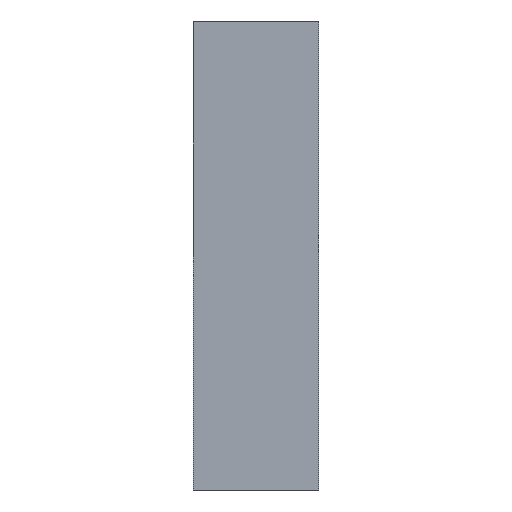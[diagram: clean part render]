
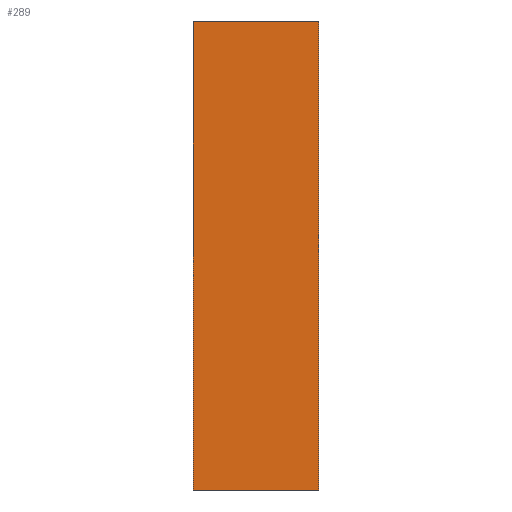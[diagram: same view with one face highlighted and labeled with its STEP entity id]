
A CAD part, left-side view. The second image highlights one B-rep face of the part: STEP entity #289.
In plain terms, the highlighted planar face has unit normal (-1, 0, 0).
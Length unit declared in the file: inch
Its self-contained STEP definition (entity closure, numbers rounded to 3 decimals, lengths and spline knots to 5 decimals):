
#21 = CARTESIAN_POINT ( 'NONE',  ( 2.58, 0.79685, 0. ) ) ;
#25 = AXIS2_PLACEMENT_3D ( 'NONE', #100, #251, #166 ) ;
#28 = EDGE_LOOP ( 'NONE', ( #272, #253, #212, #128 ) ) ;
#41 = CARTESIAN_POINT ( 'NONE',  ( 2.58, -0.27972, 4. ) ) ;
#62 = LINE ( 'NONE', #176, #180 ) ;
#90 = CARTESIAN_POINT ( 'NONE',  ( 2.58, 0.79685, 4. ) ) ;
#93 = LINE ( 'NONE', #158, #155 ) ;
#100 = CARTESIAN_POINT ( 'NONE',  ( 2.58, 0., -0.00004 ) ) ;
#106 = VERTEX_POINT ( 'NONE', #21 ) ;
#119 = DIRECTION ( 'NONE',  ( 0., 0., 1. ) ) ;
#128 = ORIENTED_EDGE ( 'NONE', *, *, #136, .F. ) ;
#136 = EDGE_CURVE ( 'NONE', #106, #186, #200, .T. ) ;
#138 = CARTESIAN_POINT ( 'NONE',  ( 2.58, -0.27972, 0. ) ) ;
#140 = EDGE_CURVE ( 'NONE', #146, #168, #93, .T. ) ;
#142 = CARTESIAN_POINT ( 'NONE',  ( 2.58, 0., 0. ) ) ;
#146 = VERTEX_POINT ( 'NONE', #138 ) ;
#155 = VECTOR ( 'NONE', #247, 39.37008 ) ;
#158 = CARTESIAN_POINT ( 'NONE',  ( 2.58, -0.27972, -0.00004 ) ) ;
#166 = DIRECTION ( 'NONE',  ( 0., -1., 0. ) ) ;
#167 = VECTOR ( 'NONE', #189, 39.37008 ) ;
#168 = VERTEX_POINT ( 'NONE', #41 ) ;
#176 = CARTESIAN_POINT ( 'NONE',  ( 2.58, 0., 4. ) ) ;
#180 = VECTOR ( 'NONE', #225, 39.37008 ) ;
#186 = VERTEX_POINT ( 'NONE', #90 ) ;
#189 = DIRECTION ( 'NONE',  ( 0., -1., 0. ) ) ;
#200 = LINE ( 'NONE', #226, #270 ) ;
#212 = ORIENTED_EDGE ( 'NONE', *, *, #227, .F. ) ;
#225 = DIRECTION ( 'NONE',  ( 0., -1., 0. ) ) ;
#226 = CARTESIAN_POINT ( 'NONE',  ( 2.58, 0.79685, -0.00004 ) ) ;
#227 = EDGE_CURVE ( 'NONE', #186, #168, #62, .T. ) ;
#232 = FACE_OUTER_BOUND ( 'NONE', #28, .T. ) ;
#247 = DIRECTION ( 'NONE',  ( 0., 0., 1. ) ) ;
#251 = DIRECTION ( 'NONE',  ( -1., 0., 0. ) ) ;
#253 = ORIENTED_EDGE ( 'NONE', *, *, #140, .T. ) ;
#268 = LINE ( 'NONE', #142, #167 ) ;
#269 = PLANE ( 'NONE',  #25 ) ;
#270 = VECTOR ( 'NONE', #119, 39.37008 ) ;
#272 = ORIENTED_EDGE ( 'NONE', *, *, #276, .T. ) ;
#276 = EDGE_CURVE ( 'NONE', #106, #146, #268, .T. ) ;
#289 = ADVANCED_FACE ( 'NONE', ( #232 ), #269, .T. ) ;
